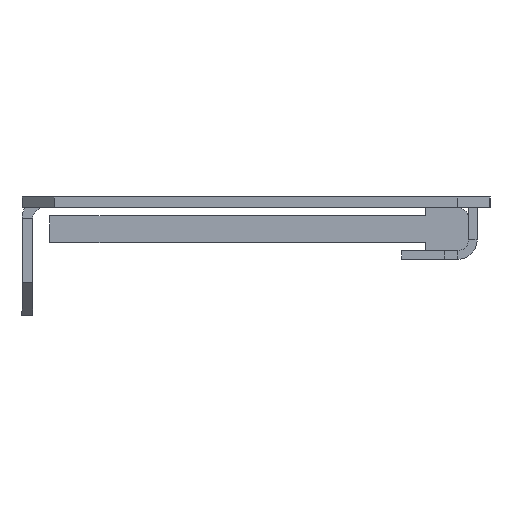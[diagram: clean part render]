
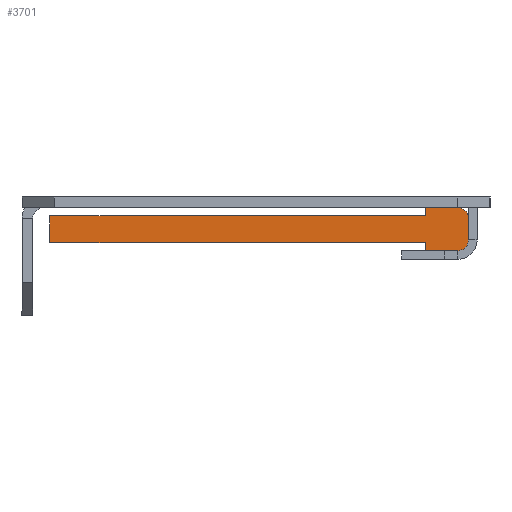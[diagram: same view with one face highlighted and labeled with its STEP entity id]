
A CAD part, left-side view. The second image highlights one B-rep face of the part: STEP entity #3701.
In plain terms, the highlighted face is planar.
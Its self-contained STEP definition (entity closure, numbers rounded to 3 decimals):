
#93 = ORIENTED_EDGE ( 'NONE', *, *, #144, .F. ) ;
#97 = AXIS2_PLACEMENT_3D ( 'NONE', #2663, #4069, #892 ) ;
#144 = EDGE_CURVE ( 'NONE', #2167, #2791, #3891, .T. ) ;
#160 = CARTESIAN_POINT ( 'NONE',  ( 4., 0., 0. ) ) ;
#192 = VECTOR ( 'NONE', #376, 1000. ) ;
#290 = LINE ( 'NONE', #3559, #315 ) ;
#291 = EDGE_CURVE ( 'NONE', #3939, #1011, #4525, .T. ) ;
#313 = CARTESIAN_POINT ( 'NONE',  ( 3.25, 4., 0. ) ) ;
#315 = VECTOR ( 'NONE', #4174, 1000. ) ;
#376 = DIRECTION ( 'NONE',  ( 1., 0., 0. ) ) ;
#386 = LINE ( 'NONE', #1165, #3233 ) ;
#387 = CARTESIAN_POINT ( 'NONE',  ( 3., 1., 0. ) ) ;
#473 = DIRECTION ( 'NONE',  ( 0., 1., 0. ) ) ;
#505 = ORIENTED_EDGE ( 'NONE', *, *, #4367, .F. ) ;
#530 = LINE ( 'NONE', #160, #3883 ) ;
#585 = ORIENTED_EDGE ( 'NONE', *, *, #883, .F. ) ;
#660 = EDGE_LOOP ( 'NONE', ( #792, #1130, #1524, #93, #585, #3498, #505, #3626, #1601, #1607 ) ) ;
#673 = EDGE_CURVE ( 'NONE', #3164, #3922, #2086, .T. ) ;
#711 = AXIS2_PLACEMENT_3D ( 'NONE', #3619, #1856, #3266 ) ;
#756 = CARTESIAN_POINT ( 'NONE',  ( 4., 1., 0. ) ) ;
#761 = EDGE_CURVE ( 'NONE', #2372, #1178, #290, .T. ) ;
#792 = ORIENTED_EDGE ( 'NONE', *, *, #3427, .F. ) ;
#795 = CARTESIAN_POINT ( 'NONE',  ( 0.75, 4., 0. ) ) ;
#883 = EDGE_CURVE ( 'NONE', #1178, #2167, #4356, .T. ) ;
#892 = DIRECTION ( 'NONE',  ( -1., 0., 0. ) ) ;
#959 = VECTOR ( 'NONE', #1738, 1000. ) ;
#1011 = VERTEX_POINT ( 'NONE', #4449 ) ;
#1130 = ORIENTED_EDGE ( 'NONE', *, *, #673, .T. ) ;
#1151 = VECTOR ( 'NONE', #3858, 1000. ) ;
#1165 = CARTESIAN_POINT ( 'NONE',  ( 3.25, 4., 0. ) ) ;
#1178 = VERTEX_POINT ( 'NONE', #4233 ) ;
#1237 = VERTEX_POINT ( 'NONE', #4054 ) ;
#1445 = CARTESIAN_POINT ( 'NONE',  ( 1., 0., 0. ) ) ;
#1524 = ORIENTED_EDGE ( 'NONE', *, *, #2183, .F. ) ;
#1601 = ORIENTED_EDGE ( 'NONE', *, *, #2681, .F. ) ;
#1607 = ORIENTED_EDGE ( 'NONE', *, *, #291, .T. ) ;
#1670 = CARTESIAN_POINT ( 'NONE',  ( 3.25, 4., 0. ) ) ;
#1738 = DIRECTION ( 'NONE',  ( -1., 0., 0. ) ) ;
#1856 = DIRECTION ( 'NONE',  ( 0., 0., -1. ) ) ;
#1947 = CARTESIAN_POINT ( 'NONE',  ( 3.25, 39., 0. ) ) ;
#2057 = CARTESIAN_POINT ( 'NONE',  ( 0., 4., 0. ) ) ;
#2086 = CIRCLE ( 'NONE', #97, 1. ) ;
#2167 = VERTEX_POINT ( 'NONE', #2815 ) ;
#2183 = EDGE_CURVE ( 'NONE', #2791, #3922, #3669, .T. ) ;
#2188 = DIRECTION ( 'NONE',  ( 0., -1., 0. ) ) ;
#2216 = DIRECTION ( 'NONE',  ( 0., -1., 0. ) ) ;
#2241 = VECTOR ( 'NONE', #2216, 1000. ) ;
#2372 = VERTEX_POINT ( 'NONE', #1947 ) ;
#2459 = CARTESIAN_POINT ( 'NONE',  ( 0., 4., 0. ) ) ;
#2504 = DIRECTION ( 'NONE',  ( 0., 0., -1. ) ) ;
#2606 = CARTESIAN_POINT ( 'NONE',  ( 0., 0., 0. ) ) ;
#2663 = CARTESIAN_POINT ( 'NONE',  ( 1., 1., 0. ) ) ;
#2681 = EDGE_CURVE ( 'NONE', #3939, #1237, #530, .T. ) ;
#2774 = LINE ( 'NONE', #313, #1151 ) ;
#2791 = VERTEX_POINT ( 'NONE', #2057 ) ;
#2815 = CARTESIAN_POINT ( 'NONE',  ( 0.75, 4., 0. ) ) ;
#3135 = VECTOR ( 'NONE', #2188, 1000. ) ;
#3164 = VERTEX_POINT ( 'NONE', #1445 ) ;
#3190 = DIRECTION ( 'NONE',  ( -1., 0., 0. ) ) ;
#3233 = VECTOR ( 'NONE', #473, 1000. ) ;
#3266 = DIRECTION ( 'NONE',  ( -1., 0., 0. ) ) ;
#3343 = AXIS2_PLACEMENT_3D ( 'NONE', #387, #2504, #3190 ) ;
#3425 = DIRECTION ( 'NONE',  ( 0., 1., 0. ) ) ;
#3427 = EDGE_CURVE ( 'NONE', #3164, #1011, #3914, .T. ) ;
#3498 = ORIENTED_EDGE ( 'NONE', *, *, #761, .F. ) ;
#3527 = CARTESIAN_POINT ( 'NONE',  ( 0., 0., 0. ) ) ;
#3559 = CARTESIAN_POINT ( 'NONE',  ( 0.75, 39., 0. ) ) ;
#3619 = CARTESIAN_POINT ( 'NONE',  ( 0., 0., 0. ) ) ;
#3626 = ORIENTED_EDGE ( 'NONE', *, *, #4278, .F. ) ;
#3669 = LINE ( 'NONE', #2606, #3135 ) ;
#3701 = ADVANCED_FACE ( 'NONE', ( #4301 ), #3959, .T. ) ;
#3747 = VERTEX_POINT ( 'NONE', #1670 ) ;
#3858 = DIRECTION ( 'NONE',  ( -1., 0., 0. ) ) ;
#3883 = VECTOR ( 'NONE', #3425, 1000. ) ;
#3891 = LINE ( 'NONE', #2459, #959 ) ;
#3914 = LINE ( 'NONE', #3527, #192 ) ;
#3922 = VERTEX_POINT ( 'NONE', #4276 ) ;
#3939 = VERTEX_POINT ( 'NONE', #756 ) ;
#3959 = PLANE ( 'NONE',  #711 ) ;
#4054 = CARTESIAN_POINT ( 'NONE',  ( 4., 4., 0. ) ) ;
#4069 = DIRECTION ( 'NONE',  ( 0., 0., -1. ) ) ;
#4174 = DIRECTION ( 'NONE',  ( -1., 0., 0. ) ) ;
#4233 = CARTESIAN_POINT ( 'NONE',  ( 0.75, 39., 0. ) ) ;
#4276 = CARTESIAN_POINT ( 'NONE',  ( 0., 1., 0. ) ) ;
#4278 = EDGE_CURVE ( 'NONE', #1237, #3747, #2774, .T. ) ;
#4301 = FACE_OUTER_BOUND ( 'NONE', #660, .T. ) ;
#4356 = LINE ( 'NONE', #795, #2241 ) ;
#4367 = EDGE_CURVE ( 'NONE', #3747, #2372, #386, .T. ) ;
#4449 = CARTESIAN_POINT ( 'NONE',  ( 3., 0., 0. ) ) ;
#4525 = CIRCLE ( 'NONE', #3343, 1. ) ;
